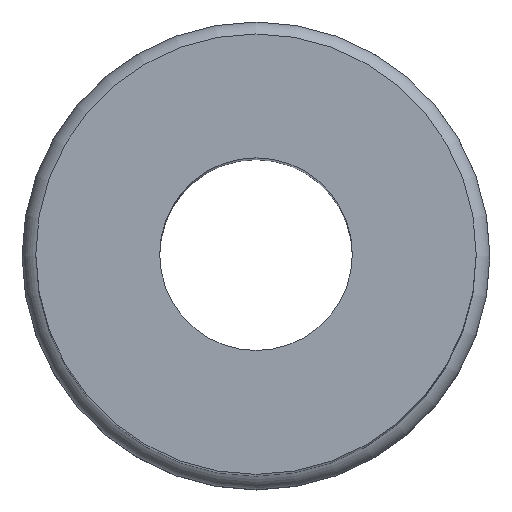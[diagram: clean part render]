
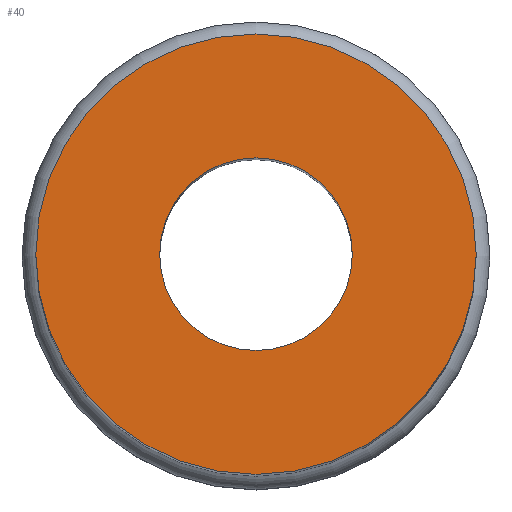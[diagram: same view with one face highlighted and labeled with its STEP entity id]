
A CAD part, top view. The second image highlights one B-rep face of the part: STEP entity #40.
In plain terms, the highlighted planar face has unit normal (0, 0, 1).
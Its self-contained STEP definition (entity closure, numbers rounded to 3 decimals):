
#40=ADVANCED_FACE('240[2]',(#94,#95),#96,.T.);
#57=EDGE_CURVE('240[2]',#122,#122,#123,.T.);
#75=EDGE_CURVE('240[2]',#149,#149,#150,.T.);
#94=FACE_OUTER_BOUND('',#160,.T.);
#95=FACE_BOUND('',#161,.T.);
#96=PLANE('',#162);
#122=VERTEX_POINT('',#195);
#123=CIRCLE('',#196,3.5);
#149=VERTEX_POINT('',#228);
#150=CIRCLE('',#229,8.0);
#160=EDGE_LOOP('',(#232));
#161=EDGE_LOOP('',(#233));
#162=AXIS2_PLACEMENT_3D('',#234,#235,#236);
#195=CARTESIAN_POINT('',(0.,3.5,37.0));
#196=AXIS2_PLACEMENT_3D('',#264,#265,#266);
#228=CARTESIAN_POINT('',(0.,8.0,37.0));
#229=AXIS2_PLACEMENT_3D('',#292,#293,#294);
#232=ORIENTED_EDGE('',*,*,#75,.F.);
#233=ORIENTED_EDGE('',*,*,#57,.T.);
#234=CARTESIAN_POINT('',(0.,5.75,37.0));
#235=DIRECTION('',(0.,0.,1.0));
#236=DIRECTION('',(0.,-1.0,0.));
#264=CARTESIAN_POINT('',(0.,0.,37.0));
#265=DIRECTION('',(0.,0.,-1.0));
#266=DIRECTION('',(0.,1.0,0.));
#292=CARTESIAN_POINT('',(0.,0.,37.0));
#293=DIRECTION('',(0.,0.,-1.0));
#294=DIRECTION('',(0.,1.0,0.));
